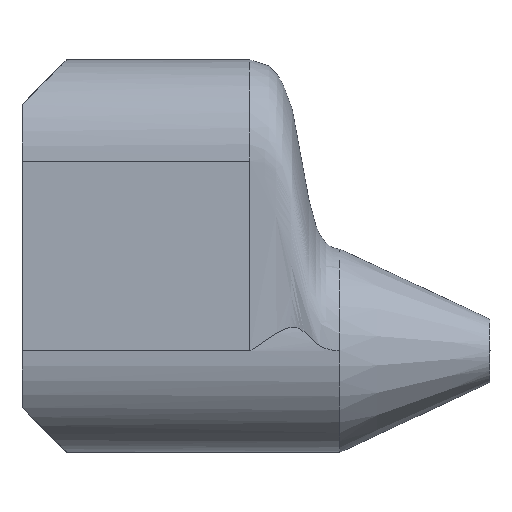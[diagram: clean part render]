
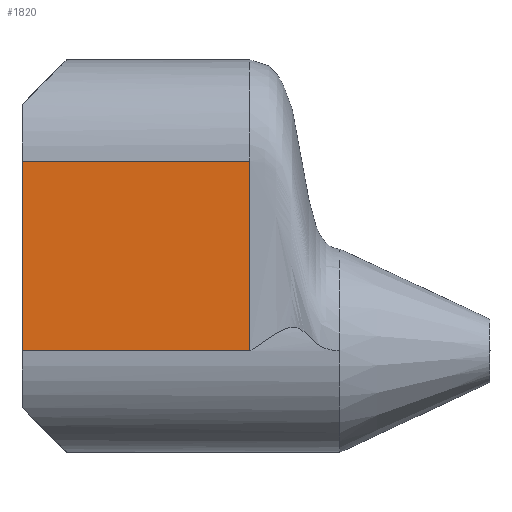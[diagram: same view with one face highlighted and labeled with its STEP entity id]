
A CAD part, left-side view. The second image highlights one B-rep face of the part: STEP entity #1820.
In plain terms, the highlighted planar face has unit normal (-1, 0, 0).
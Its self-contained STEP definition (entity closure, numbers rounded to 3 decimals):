
#114=LINE('',#6515,#170);
#118=LINE('',#6953,#174);
#138=LINE('',#7081,#194);
#139=LINE('',#7082,#195);
#170=VECTOR('',#2222,1.);
#174=VECTOR('',#2236,1.);
#194=VECTOR('',#2384,1.);
#195=VECTOR('',#2385,1.);
#212=PLANE('',#2005);
#312=FACE_OUTER_BOUND('',#415,.T.);
#415=EDGE_LOOP('',(#1669,#1670,#1671,#1672));
#788=VERTEX_POINT('',#6428);
#789=VERTEX_POINT('',#6514);
#794=VERTEX_POINT('',#6952);
#838=VERTEX_POINT('',#7080);
#1049=EDGE_CURVE('',#789,#788,#114,.T.);
#1057=EDGE_CURVE('',#789,#794,#118,.T.);
#1121=EDGE_CURVE('',#788,#838,#138,.T.);
#1122=EDGE_CURVE('',#838,#794,#139,.T.);
#1669=ORIENTED_EDGE('',*,*,#1121,.T.);
#1670=ORIENTED_EDGE('',*,*,#1122,.T.);
#1671=ORIENTED_EDGE('',*,*,#1057,.F.);
#1672=ORIENTED_EDGE('',*,*,#1049,.T.);
#1820=ADVANCED_FACE('',(#312),#212,.T.);
#2005=AXIS2_PLACEMENT_3D('',#7079,#2382,#2383);
#2222=DIRECTION('',(0.,0.,1.));
#2236=DIRECTION('',(0.,1.,0.));
#2382=DIRECTION('center_axis',(-1.,0.,0.));
#2383=DIRECTION('ref_axis',(0.,0.,1.));
#2384=DIRECTION('',(0.,1.,0.));
#2385=DIRECTION('',(0.,0.,-1.));
#6428=CARTESIAN_POINT('',(-0.225,0.199,0.42));
#6514=CARTESIAN_POINT('',(-0.225,0.199,0.));
#6515=CARTESIAN_POINT('',(-0.225,0.199,0.));
#6952=CARTESIAN_POINT('',(-0.225,0.704,0.));
#6953=CARTESIAN_POINT('',(-0.225,0.204,0.));
#7079=CARTESIAN_POINT('Origin',(-0.225,0.704,0.42));
#7080=CARTESIAN_POINT('',(-0.225,0.704,0.42));
#7081=CARTESIAN_POINT('',(-0.225,0.204,0.42));
#7082=CARTESIAN_POINT('',(-0.225,0.704,0.42));
